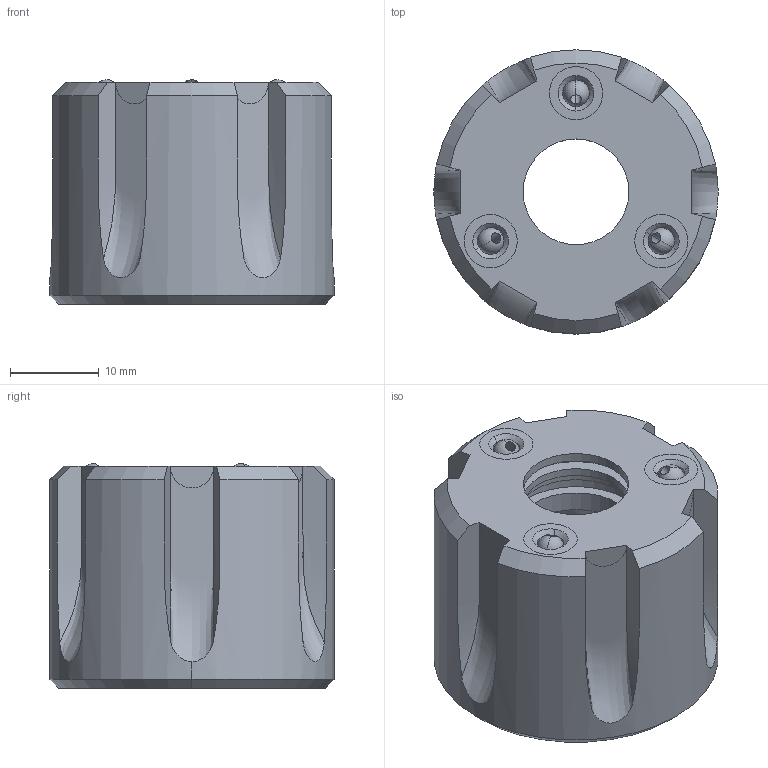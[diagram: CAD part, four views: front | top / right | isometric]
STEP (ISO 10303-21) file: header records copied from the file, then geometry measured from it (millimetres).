
FILE_DESCRIPTION (( 'STEP AP203' ), '1' );
FILE_NAME ('SM99ED16D.STEP', '2018-03-27T12:08:16', ( 'artnet' ), ( 'Hewlett-Packard Company' ), 'SwSTEP 2.0', 'SolidWorks 2018', '' );
FILE_SCHEMA (( 'CONFIG_CONTROL_DESIGN' ));
Length unit declared in the file: millimetre
Products named in the file (1): SM99ED16D
Bounding box: 32 x 32 x 25.3 mm (x, y, z)
Volume: 11657.4 mm3; surface area: 6852.1 mm2
Topology: 4 solids, 4 shells, 152 faces, 374 edges, 230 vertices
Faces by surface type: cylinder 65, plane 28, cone 23, bspline 18, sphere 18
Entity records: 7715 total; most frequent: CARTESIAN_POINT 4124, DIRECTION 760, ORIENTED_EDGE 724, EDGE_CURVE 362, AXIS2_PLACEMENT_3D 330, VERTEX_POINT 224, CIRCLE 195, EDGE_LOOP 172
